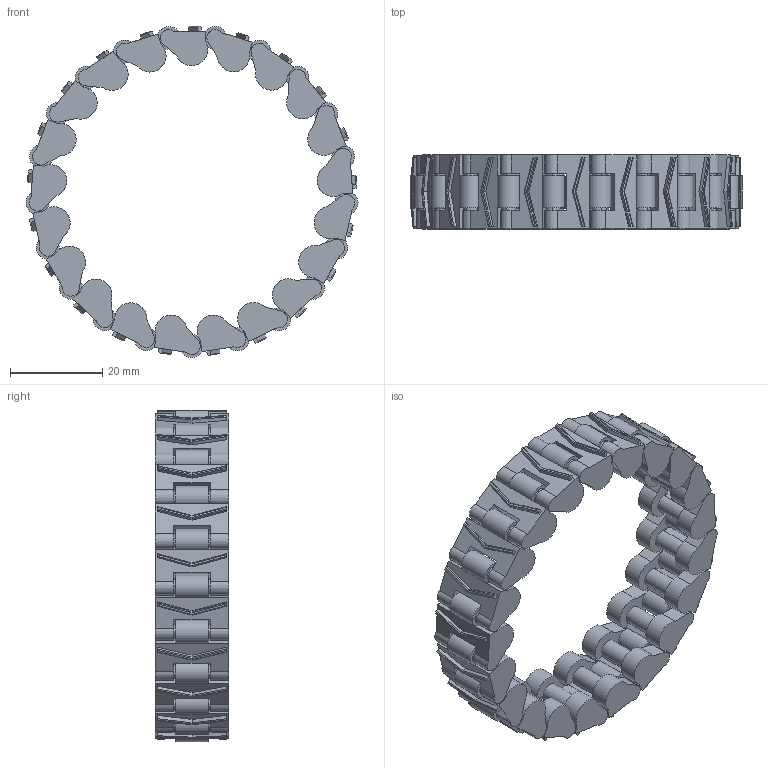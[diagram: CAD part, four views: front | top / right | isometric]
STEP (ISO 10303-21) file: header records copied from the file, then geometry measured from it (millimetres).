
FILE_DESCRIPTION((''),'2;1');
FILE_NAME('0001','2021-06-24T22:01:23',('tangtang'),(''),'CREO PARAMETRIC BY PTC INC, 2018050','CREO PARAMETRIC BY PTC INC, 2018050','');
FILE_SCHEMA(('CONFIG_CONTROL_DESIGN'));
Length unit declared in the file: millimetre
Products named in the file (1): 0001
Bounding box: 71.94 x 16 x 71.76 mm (x, y, z)
Volume: 16545.7 mm3; surface area: 18318.2 mm2
Topology: 21 solids, 21 shells, 764 faces, 2003 edges, 1302 vertices
Faces by surface type: plane 554, cylinder 210
Entity records: 23725 total; most frequent: CARTESIAN_POINT 4389, ORIENTED_EDGE 4006, DIRECTION 3919, EDGE_CURVE 2003, VECTOR 1583, LINE 1583, VERTEX_POINT 1302, AXIS2_PLACEMENT_3D 1168
